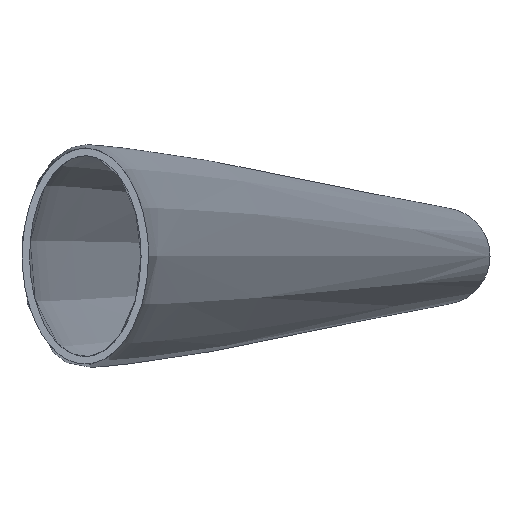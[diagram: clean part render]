
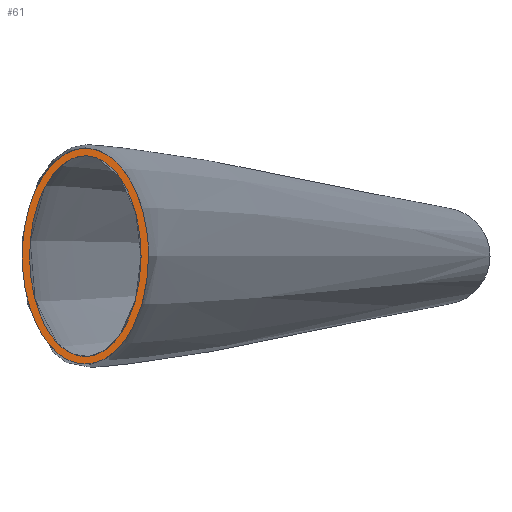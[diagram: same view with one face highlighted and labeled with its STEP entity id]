
A CAD part, front view. The second image highlights one B-rep face of the part: STEP entity #61.
In plain terms, the highlighted planar face has unit normal (0, -1, 0).
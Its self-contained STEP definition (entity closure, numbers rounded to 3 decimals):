
#15=ELLIPSE('',#80,14.5,8.5);
#17=FACE_BOUND('',#29,.T.);
#20=PLANE('',#79);
#23=FACE_OUTER_BOUND('',#28,.T.);
#28=EDGE_LOOP('',(#51));
#29=EDGE_LOOP('',(#52));
#31=B_SPLINE_CURVE_WITH_KNOTS('',3,(#454,#455,#456,#457,#458,#459,#460,
#461,#462,#463,#464,#465,#466,#467,#468,#469,#470,#471,#472),
 .UNSPECIFIED.,.T.,.F.,(4,1,1,1,1,1,1,1,1,1,1,1,1,1,1,1,4),(0.,0.071,
0.143,0.19,0.286,0.298,
0.31,0.333,0.429,0.524,
0.571,0.619,0.714,0.786,
0.857,0.929,1.),.UNSPECIFIED.);
#35=VERTEX_POINT('',#453);
#38=VERTEX_POINT('',#516);
#39=EDGE_CURVE('',#35,#35,#31,.T.);
#43=EDGE_CURVE('',#38,#38,#15,.T.);
#51=ORIENTED_EDGE('',*,*,#43,.F.);
#52=ORIENTED_EDGE('',*,*,#39,.T.);
#61=ADVANCED_FACE('',(#23,#17),#20,.F.);
#79=AXIS2_PLACEMENT_3D('',#515,#87,#88);
#80=AXIS2_PLACEMENT_3D('',#517,#89,#90);
#87=DIRECTION('center_axis',(0.,1.,0.));
#88=DIRECTION('ref_axis',(0.,0.,1.));
#89=DIRECTION('center_axis',(0.,1.,0.));
#90=DIRECTION('ref_axis',(0.,0.,1.));
#453=CARTESIAN_POINT('',(7.5,0.,0.));
#454=CARTESIAN_POINT('Ctrl Pts',(7.5,0.,0.));
#455=CARTESIAN_POINT('Ctrl Pts',(7.5,0.,-2.02));
#456=CARTESIAN_POINT('Ctrl Pts',(6.988,0.,
-6.059));
#457=CARTESIAN_POINT('Ctrl Pts',(5.074,0.,-10.371));
#458=CARTESIAN_POINT('Ctrl Pts',(2.126,0.,
-13.439));
#459=CARTESIAN_POINT('Ctrl Pts',(-0.405,0.,
-13.791));
#460=CARTESIAN_POINT('Ctrl Pts',(-2.213,0.,
-12.916));
#461=CARTESIAN_POINT('Ctrl Pts',(-2.919,0.,
-12.471));
#462=CARTESIAN_POINT('Ctrl Pts',(-4.78,0.,
-10.865));
#463=CARTESIAN_POINT('Ctrl Pts',(-7.174,0.,
-6.221));
#464=CARTESIAN_POINT('Ctrl Pts',(-7.756,0.,
0.742));
#465=CARTESIAN_POINT('Ctrl Pts',(-6.857,0.,
5.942));
#466=CARTESIAN_POINT('Ctrl Pts',(-5.158,0.,
10.453));
#467=CARTESIAN_POINT('Ctrl Pts',(-2.111,0.,
13.617));
#468=CARTESIAN_POINT('Ctrl Pts',(1.727,0.,
13.608));
#469=CARTESIAN_POINT('Ctrl Pts',(4.835,0.,
10.916));
#470=CARTESIAN_POINT('Ctrl Pts',(6.988,0.,
6.056));
#471=CARTESIAN_POINT('Ctrl Pts',(7.5,0.,2.02));
#472=CARTESIAN_POINT('Ctrl Pts',(7.5,0.,0.));
#515=CARTESIAN_POINT('Origin',(0.,0.,0.));
#516=CARTESIAN_POINT('',(8.5,0.,0.));
#517=CARTESIAN_POINT('Origin',(0.,0.,0.));
